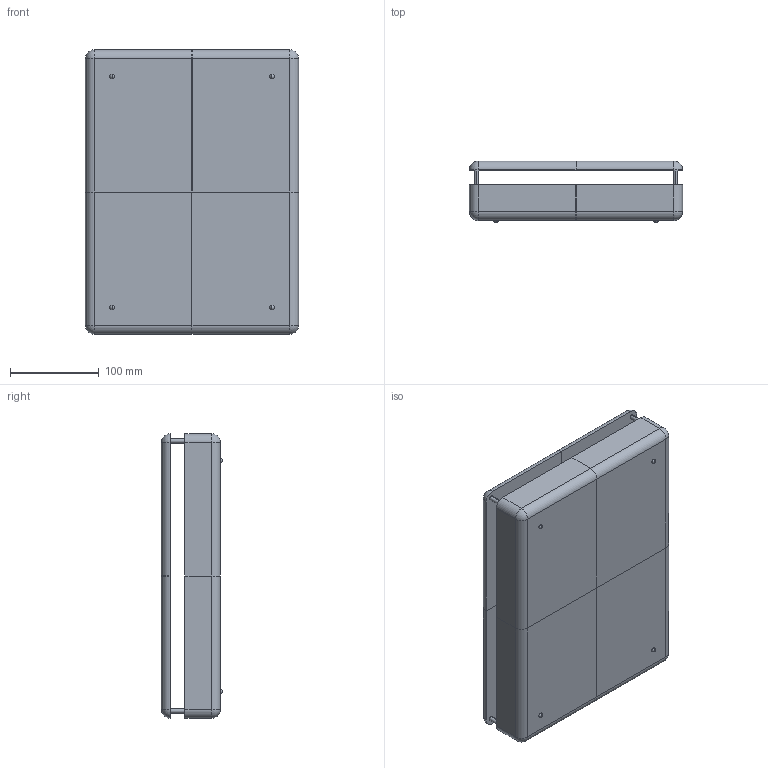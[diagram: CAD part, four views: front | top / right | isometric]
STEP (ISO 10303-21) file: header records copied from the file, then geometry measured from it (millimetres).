
FILE_DESCRIPTION (( 'STEP AP214' ), '1' );
FILE_NAME ('Assemblage SMARTIL.STEP', '2017-10-30T17:56:57', ( '' ), ( '' ), 'SwSTEP 2.0', 'SolidWorks 2016', '' );
FILE_SCHEMA (( 'AUTOMOTIVE_DESIGN' ));
Length unit declared in the file: millimetre
Products named in the file (10): quart4; quart1; capotQuart2; quart3; capotQuart4; quart2; capotQuart3; Assemblage SMARTIL; capotQuart1; plaque
Assembly tree (20 placements, depth 2):
  Assemblage SMARTIL
    quart1
    quart2
    quart3
    quart4
    plaque  x12
    capotQuart1
    capotQuart2
    capotQuart3
    capotQuart4
Bounding box: 240 x 69.04 x 320 mm (x, y, z)
Volume: 1471151.8 mm3; surface area: 442265.8 mm2
Topology: 20 solids, 20 shells, 414 faces, 1080 edges, 708 vertices
Faces by surface type: plane 252, cylinder 146, sphere 16
Entity records: 8314 total; most frequent: CARTESIAN_POINT 1379, DIRECTION 1362, ORIENTED_EDGE 1320, EDGE_CURVE 660, LINE 524, VECTOR 524, VERTEX_POINT 436, AXIS2_PLACEMENT_3D 419
